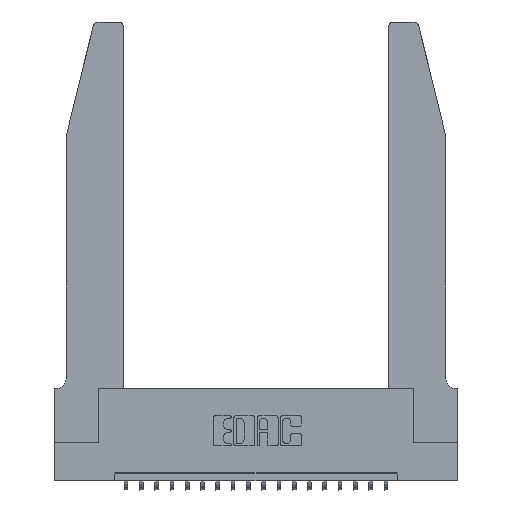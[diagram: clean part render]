
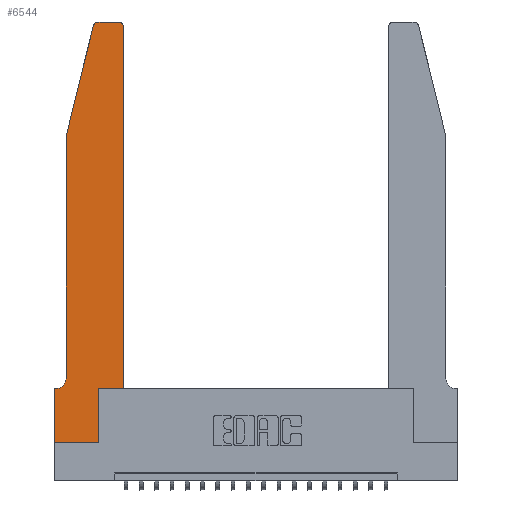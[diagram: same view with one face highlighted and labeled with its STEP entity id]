
A CAD part, top view. The second image highlights one B-rep face of the part: STEP entity #6544.
In plain terms, the highlighted planar face has unit normal (0, 0, 1).
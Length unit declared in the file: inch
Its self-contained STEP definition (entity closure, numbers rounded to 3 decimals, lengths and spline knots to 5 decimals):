
#5 = VECTOR ( 'NONE', #14072, 39.37008 ) ;
#582 = CIRCLE ( 'NONE', #3644, 0.03 ) ;
#712 = DIRECTION ( 'NONE',  ( 1., 0., 0. ) ) ;
#1450 = EDGE_CURVE ( 'NONE', #19145, #17959, #4869, .T. ) ;
#1477 = ORIENTED_EDGE ( 'NONE', *, *, #18732, .T. ) ;
#2024 = CARTESIAN_POINT ( 'NONE',  ( 0.284, 2.75, 0.37 ) ) ;
#2166 = LINE ( 'NONE', #13331, #18628 ) ;
#2321 = CARTESIAN_POINT ( 'NONE',  ( 0., 0., 0.37 ) ) ;
#2610 = CARTESIAN_POINT ( 'NONE',  ( 0.2865, 0., 0.37 ) ) ;
#2697 = CARTESIAN_POINT ( 'NONE',  ( 0.4505, 0.35, 0.37 ) ) ;
#3212 = DIRECTION ( 'NONE',  ( 0., -1., 0. ) ) ;
#3374 = DIRECTION ( 'NONE',  ( -1., 0., 0. ) ) ;
#3422 = DIRECTION ( 'NONE',  ( -0.239, -0.971, 0. ) ) ;
#3580 = ORIENTED_EDGE ( 'NONE', *, *, #18581, .T. ) ;
#3644 = AXIS2_PLACEMENT_3D ( 'NONE', #13932, #15401, #17372 ) ;
#4187 = PLANE ( 'NONE',  #9776 ) ;
#4365 = DIRECTION ( 'NONE',  ( -1., 0., 0. ) ) ;
#4501 = CARTESIAN_POINT ( 'NONE',  ( 0.0755, 0.42, 0.37 ) ) ;
#4608 = CARTESIAN_POINT ( 'NONE',  ( 0., 0., 0.37 ) ) ;
#4621 = LINE ( 'NONE', #2697, #17058 ) ;
#4677 = CARTESIAN_POINT ( 'NONE',  ( 0.2865, 0.35, 0.37 ) ) ;
#4869 = CIRCLE ( 'NONE', #17477, 0.07 ) ;
#5120 = CARTESIAN_POINT ( 'NONE',  ( 0.2865, 0.35, 0.37 ) ) ;
#5243 = VERTEX_POINT ( 'NONE', #5120 ) ;
#5848 = DIRECTION ( 'NONE',  ( 1., 0., 0. ) ) ;
#5933 = FACE_OUTER_BOUND ( 'NONE', #7567, .T. ) ;
#6084 = ORIENTED_EDGE ( 'NONE', *, *, #14448, .T. ) ;
#6338 = DIRECTION ( 'NONE',  ( 0., 0., 1. ) ) ;
#6544 = ADVANCED_FACE ( 'NONE', ( #5933 ), #4187, .T. ) ;
#7306 = VERTEX_POINT ( 'NONE', #2610 ) ;
#7437 = CARTESIAN_POINT ( 'NONE',  ( 0.4205, 2.75, 0.37 ) ) ;
#7567 = EDGE_LOOP ( 'NONE', ( #7699, #17884, #21247, #3580, #8581, #6084, #1477, #20655, #12660, #13019, #12509, #10562 ) ) ;
#7671 = CARTESIAN_POINT ( 'NONE',  ( 0., 0.35, 0.37 ) ) ;
#7699 = ORIENTED_EDGE ( 'NONE', *, *, #15335, .T. ) ;
#7706 = EDGE_CURVE ( 'NONE', #7866, #18471, #582, .T. ) ;
#7707 = EDGE_CURVE ( 'NONE', #8677, #7306, #14368, .T. ) ;
#7866 = VERTEX_POINT ( 'NONE', #20449 ) ;
#8033 = CARTESIAN_POINT ( 'NONE',  ( 0., 0.35, 0.37 ) ) ;
#8581 = ORIENTED_EDGE ( 'NONE', *, *, #1450, .T. ) ;
#8677 = VERTEX_POINT ( 'NONE', #21475 ) ;
#8896 = VERTEX_POINT ( 'NONE', #10437 ) ;
#8967 = CARTESIAN_POINT ( 'NONE',  ( 0.0055, 0.35, 0.37 ) ) ;
#9085 = VECTOR ( 'NONE', #18128, 39.37008 ) ;
#9198 = DIRECTION ( 'NONE',  ( 0., 0., 1. ) ) ;
#9776 = AXIS2_PLACEMENT_3D ( 'NONE', #7671, #9198, #5848 ) ;
#10437 = CARTESIAN_POINT ( 'NONE',  ( 0.25487, 2.72718, 0.37 ) ) ;
#10491 = VECTOR ( 'NONE', #3374, 39.37008 ) ;
#10562 = ORIENTED_EDGE ( 'NONE', *, *, #7706, .T. ) ;
#10752 = CARTESIAN_POINT ( 'NONE',  ( 0.4505, 0.35, 0.37 ) ) ;
#10881 = DIRECTION ( 'NONE',  ( 0., -1., 0. ) ) ;
#11642 = CARTESIAN_POINT ( 'NONE',  ( 0.0755, 0.35, 0.37 ) ) ;
#12509 = ORIENTED_EDGE ( 'NONE', *, *, #17519, .T. ) ;
#12660 = ORIENTED_EDGE ( 'NONE', *, *, #16513, .T. ) ;
#12785 = VECTOR ( 'NONE', #712, 39.37008 ) ;
#12914 = AXIS2_PLACEMENT_3D ( 'NONE', #19788, #6338, #21258 ) ;
#13019 = ORIENTED_EDGE ( 'NONE', *, *, #15738, .T. ) ;
#13331 = CARTESIAN_POINT ( 'NONE',  ( 0.0755, 2., 0.37 ) ) ;
#13784 = CARTESIAN_POINT ( 'NONE',  ( 0.0055, 0.42, 0.37 ) ) ;
#13931 = CARTESIAN_POINT ( 'NONE',  ( 0.0755, 2., 0.37 ) ) ;
#13932 = CARTESIAN_POINT ( 'NONE',  ( 0.4205, 2.72, 0.37 ) ) ;
#14072 = DIRECTION ( 'NONE',  ( 1., 0., 0. ) ) ;
#14368 = LINE ( 'NONE', #2321, #12785 ) ;
#14448 = EDGE_CURVE ( 'NONE', #17959, #18218, #14610, .T. ) ;
#14610 = LINE ( 'NONE', #11642, #10491 ) ;
#14936 = VECTOR ( 'NONE', #3212, 39.37008 ) ;
#15284 = LINE ( 'NONE', #4677, #9085 ) ;
#15335 = EDGE_CURVE ( 'NONE', #18471, #17757, #15607, .T. ) ;
#15401 = DIRECTION ( 'NONE',  ( 0., 0., 1. ) ) ;
#15607 = LINE ( 'NONE', #19131, #17978 ) ;
#15695 = CIRCLE ( 'NONE', #12914, 0.03 ) ;
#15738 = EDGE_CURVE ( 'NONE', #5243, #16600, #19540, .T. ) ;
#16199 = DIRECTION ( 'NONE',  ( 0., 1., 0. ) ) ;
#16513 = EDGE_CURVE ( 'NONE', #7306, #5243, #15284, .T. ) ;
#16600 = VERTEX_POINT ( 'NONE', #18503 ) ;
#17058 = VECTOR ( 'NONE', #16199, 39.37008 ) ;
#17372 = DIRECTION ( 'NONE',  ( 1., 0., 0. ) ) ;
#17477 = AXIS2_PLACEMENT_3D ( 'NONE', #13784, #18883, #20035 ) ;
#17519 = EDGE_CURVE ( 'NONE', #16600, #7866, #4621, .T. ) ;
#17546 = LINE ( 'NONE', #19212, #21518 ) ;
#17757 = VERTEX_POINT ( 'NONE', #2024 ) ;
#17884 = ORIENTED_EDGE ( 'NONE', *, *, #20963, .T. ) ;
#17959 = VERTEX_POINT ( 'NONE', #8967 ) ;
#17973 = VERTEX_POINT ( 'NONE', #13931 ) ;
#17978 = VECTOR ( 'NONE', #4365, 39.37008 ) ;
#18128 = DIRECTION ( 'NONE',  ( 0., 1., 0. ) ) ;
#18218 = VERTEX_POINT ( 'NONE', #8033 ) ;
#18471 = VERTEX_POINT ( 'NONE', #7437 ) ;
#18503 = CARTESIAN_POINT ( 'NONE',  ( 0.4505, 0.35, 0.37 ) ) ;
#18581 = EDGE_CURVE ( 'NONE', #17973, #19145, #17546, .T. ) ;
#18628 = VECTOR ( 'NONE', #3422, 39.37008 ) ;
#18732 = EDGE_CURVE ( 'NONE', #18218, #8677, #18891, .T. ) ;
#18883 = DIRECTION ( 'NONE',  ( 0., 0., -1. ) ) ;
#18891 = LINE ( 'NONE', #4608, #14936 ) ;
#19131 = CARTESIAN_POINT ( 'NONE',  ( 0.2605, 2.75, 0.37 ) ) ;
#19145 = VERTEX_POINT ( 'NONE', #4501 ) ;
#19212 = CARTESIAN_POINT ( 'NONE',  ( 0.0755, 2., 0.37 ) ) ;
#19540 = LINE ( 'NONE', #10752, #5 ) ;
#19788 = CARTESIAN_POINT ( 'NONE',  ( 0.284, 2.72, 0.37 ) ) ;
#20035 = DIRECTION ( 'NONE',  ( -1., 0., 0. ) ) ;
#20449 = CARTESIAN_POINT ( 'NONE',  ( 0.4505, 2.72, 0.37 ) ) ;
#20655 = ORIENTED_EDGE ( 'NONE', *, *, #7707, .T. ) ;
#20963 = EDGE_CURVE ( 'NONE', #17757, #8896, #15695, .T. ) ;
#21068 = EDGE_CURVE ( 'NONE', #8896, #17973, #2166, .T. ) ;
#21247 = ORIENTED_EDGE ( 'NONE', *, *, #21068, .T. ) ;
#21258 = DIRECTION ( 'NONE',  ( 1., 0., 0. ) ) ;
#21475 = CARTESIAN_POINT ( 'NONE',  ( 0., 0., 0.37 ) ) ;
#21518 = VECTOR ( 'NONE', #10881, 39.37008 ) ;
